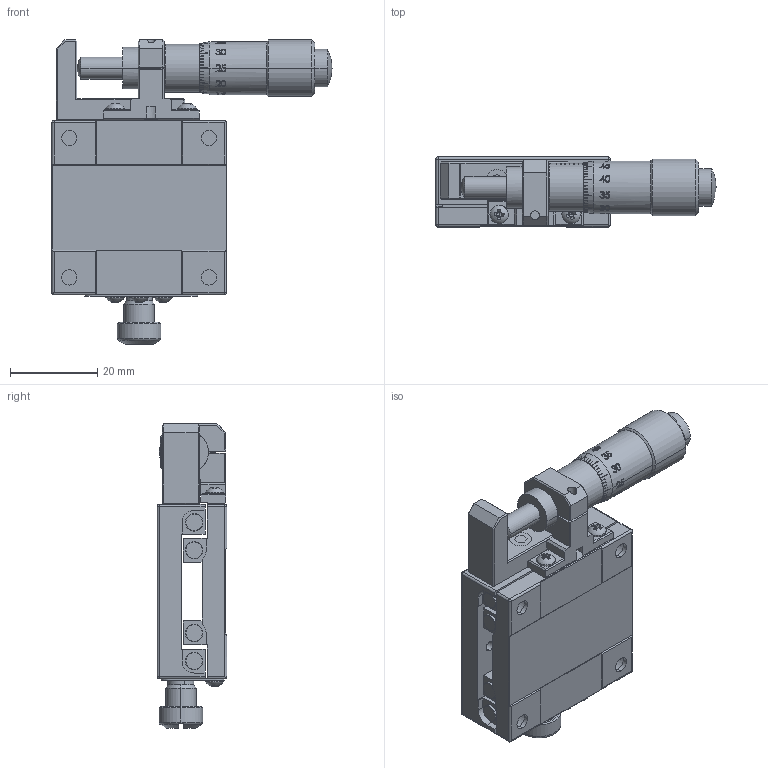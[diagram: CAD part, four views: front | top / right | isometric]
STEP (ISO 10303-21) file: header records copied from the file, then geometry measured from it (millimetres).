
FILE_DESCRIPTION (( 'STEP AP203' ), '1' );
FILE_NAME ('MX40-SS.STEP', '2021-02-20T08:11:40', ( '' ), ( '' ), 'SwSTEP 2.0', 'SolidWorks 2020', '' );
FILE_SCHEMA (( 'CONFIG_CONTROL_DESIGN' ));
Products named in the file (1): MX40-SS
Bounding box: 64.25 x 16 x 69.8 mm (x, y, z)
Volume: 29230.5 mm3; surface area: 15137.4 mm2
Topology: 2 solids, 2 shells, 1208 faces, 3216 edges, 2046 vertices
Faces by surface type: plane 716, cylinder 207, bspline 164, cone 68, torus 40, sphere 13
Entity records: 60352 total; most frequent: CARTESIAN_POINT 31312, ORIENTED_EDGE 6356, DIRECTION 5543, EDGE_CURVE 3178, VERTEX_POINT 2039, AXIS2_PLACEMENT_3D 1861, VECTOR 1821, LINE 1821
